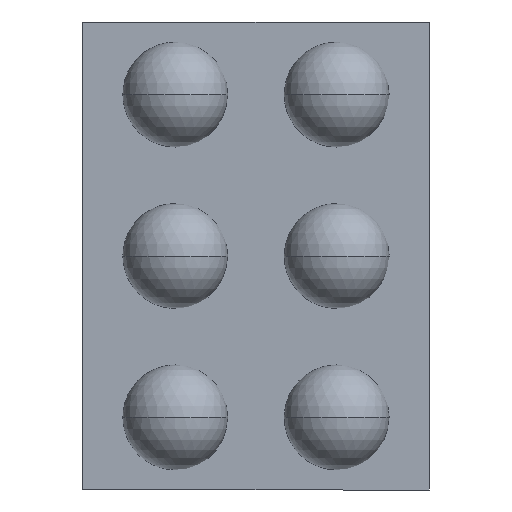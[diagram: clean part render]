
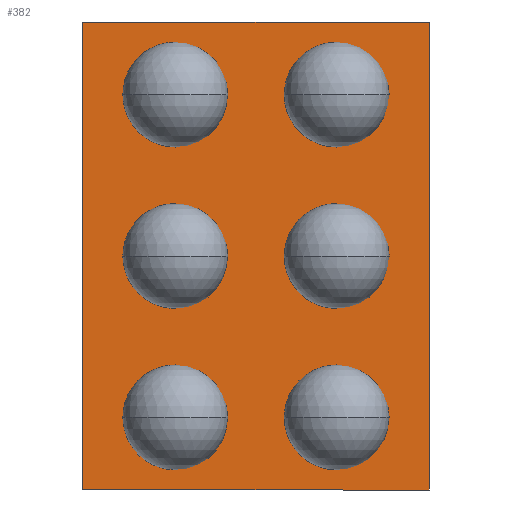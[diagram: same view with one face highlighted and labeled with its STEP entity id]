
A CAD part, front view. The second image highlights one B-rep face of the part: STEP entity #382.
In plain terms, the highlighted planar face has unit normal (0, -1, 0).
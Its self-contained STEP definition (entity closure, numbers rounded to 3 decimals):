
#8 = DIRECTION ( 'NONE',  ( 1., 0., 0. ) ) ;
#16 = VECTOR ( 'NONE', #700, 1000. ) ;
#31 = VERTEX_POINT ( 'NONE', #173 ) ;
#56 = VECTOR ( 'NONE', #337, 1000. ) ;
#61 = CARTESIAN_POINT ( 'NONE',  ( 0.43, 0., 0.58 ) ) ;
#78 = CARTESIAN_POINT ( 'NONE',  ( 0.43, 0., 0.58 ) ) ;
#84 = FACE_OUTER_BOUND ( 'NONE', #298, .T. ) ;
#104 = DIRECTION ( 'NONE',  ( 0., 0., 1. ) ) ;
#107 = PLANE ( 'NONE',  #461 ) ;
#163 = EDGE_CURVE ( 'NONE', #31, #176, #274, .T. ) ;
#173 = CARTESIAN_POINT ( 'NONE',  ( 0.43, 0., 0.58 ) ) ;
#176 = VERTEX_POINT ( 'NONE', #186 ) ;
#186 = CARTESIAN_POINT ( 'NONE',  ( 0.43, 0., -0.58 ) ) ;
#196 = LINE ( 'NONE', #61, #475 ) ;
#200 = ORIENTED_EDGE ( 'NONE', *, *, #326, .F. ) ;
#247 = VERTEX_POINT ( 'NONE', #347 ) ;
#274 = LINE ( 'NONE', #78, #56 ) ;
#298 = EDGE_LOOP ( 'NONE', ( #200, #473, #402, #695 ) ) ;
#300 = LINE ( 'NONE', #693, #16 ) ;
#310 = CARTESIAN_POINT ( 'NONE',  ( 0., 0., 0. ) ) ;
#326 = EDGE_CURVE ( 'NONE', #480, #247, #696, .T. ) ;
#337 = DIRECTION ( 'NONE',  ( 0., 0., -1. ) ) ;
#347 = CARTESIAN_POINT ( 'NONE',  ( -0.43, 0., 0.58 ) ) ;
#363 = DIRECTION ( 'NONE',  ( 0., 1., 0. ) ) ;
#382 = ADVANCED_FACE ( 'NONE', ( #84 ), #107, .F. ) ;
#398 = EDGE_CURVE ( 'NONE', #176, #480, #300, .T. ) ;
#402 = ORIENTED_EDGE ( 'NONE', *, *, #163, .F. ) ;
#405 = CARTESIAN_POINT ( 'NONE',  ( -0.43, 0., 0.58 ) ) ;
#453 = EDGE_CURVE ( 'NONE', #247, #31, #196, .T. ) ;
#458 = DIRECTION ( 'NONE',  ( 0., 0., 1. ) ) ;
#461 = AXIS2_PLACEMENT_3D ( 'NONE', #310, #363, #104 ) ;
#473 = ORIENTED_EDGE ( 'NONE', *, *, #398, .F. ) ;
#475 = VECTOR ( 'NONE', #8, 1000. ) ;
#480 = VERTEX_POINT ( 'NONE', #592 ) ;
#530 = VECTOR ( 'NONE', #458, 1000. ) ;
#592 = CARTESIAN_POINT ( 'NONE',  ( -0.43, 0., -0.58 ) ) ;
#693 = CARTESIAN_POINT ( 'NONE',  ( 0.43, 0., -0.58 ) ) ;
#695 = ORIENTED_EDGE ( 'NONE', *, *, #453, .F. ) ;
#696 = LINE ( 'NONE', #405, #530 ) ;
#700 = DIRECTION ( 'NONE',  ( -1., 0., 0. ) ) ;
